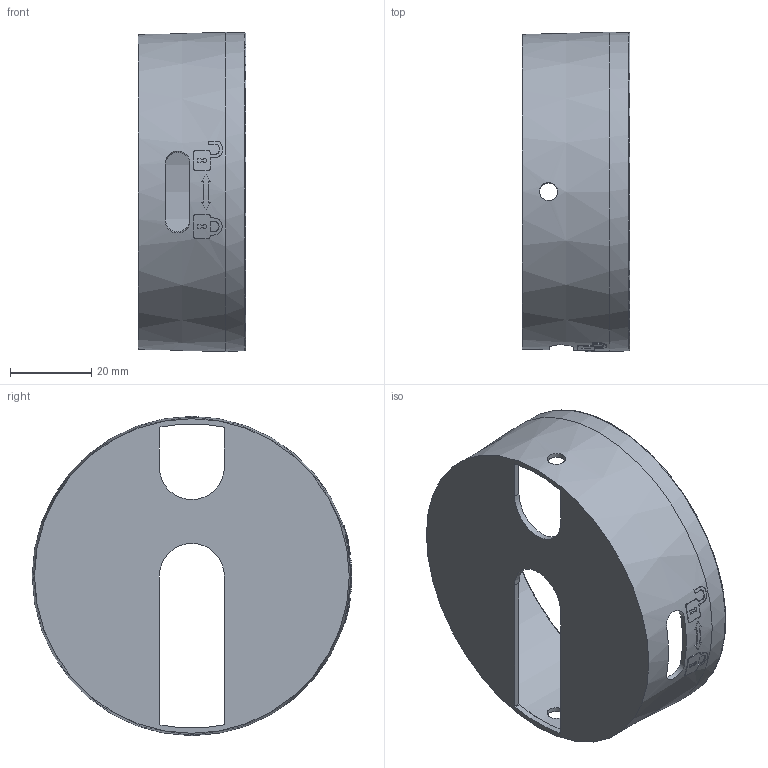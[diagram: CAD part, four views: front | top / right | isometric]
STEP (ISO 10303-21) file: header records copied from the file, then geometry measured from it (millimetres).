
FILE_DESCRIPTION(('STEP AP214'),'1');
FILE_NAME('Part 1X.stp','2019-05-24T15:29:00',(' '),(' '),'Spatial InterOp 3D',' ',' ');
FILE_SCHEMA(('automotive_design'));
Length unit declared in the file: metre
Products named in the file (1): 1
Bounding box: 26.5 x 78.68 x 78.6 mm (x, y, z)
Volume: 13230.2 mm3; surface area: 20070.8 mm2
Topology: 1 solids, 1 shells, 86 faces, 250 edges, 171 vertices
Faces by surface type: plane 47, cylinder 29, cone 8, torus 2
Full cylindrical faces by diameter (mm): 4.5 x2, 75.584 x1
Entity records: 5348 total; most frequent: CARTESIAN_POINT 1523, ORIENTED_EDGE 462, DIRECTION 436, STYLED_ITEM 272, PRESENTATION_STYLE_ASSIGNMENT 272, COLOUR_RGB 272, EDGE_CURVE 231, CURVE_STYLE 186
